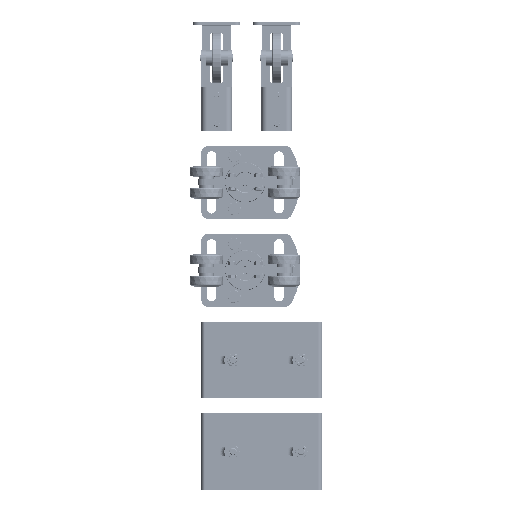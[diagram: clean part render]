
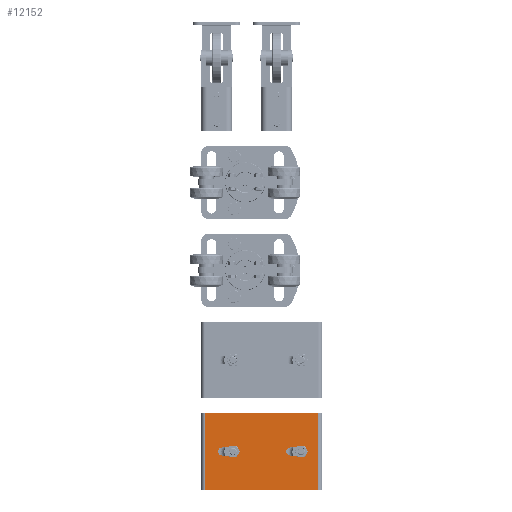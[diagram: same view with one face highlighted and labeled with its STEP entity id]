
A CAD part, top view. The second image highlights one B-rep face of the part: STEP entity #12152.
In plain terms, the highlighted face is planar.
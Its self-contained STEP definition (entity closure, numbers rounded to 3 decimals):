
#878=FACE_BOUND('',#2490,.T.);
#879=FACE_BOUND('',#2491,.T.);
#1100=PLANE('',#14502);
#1693=FACE_OUTER_BOUND('',#2489,.T.);
#2489=EDGE_LOOP('',(#10843,#10844,#10845,#10846));
#2490=EDGE_LOOP('',(#10847,#10848,#10849,#10850));
#2491=EDGE_LOOP('',(#10851,#10852,#10853,#10854));
#3144=LINE('',#22983,#3820);
#3148=LINE('',#22993,#3824);
#3152=LINE('',#23007,#3828);
#3156=LINE('',#23017,#3832);
#3167=LINE('',#23053,#3843);
#3168=LINE('',#23056,#3844);
#3169=LINE('',#23058,#3845);
#3170=LINE('',#23059,#3846);
#3820=VECTOR('',#18108,10.);
#3824=VECTOR('',#18120,10.);
#3828=VECTOR('',#18132,10.);
#3832=VECTOR('',#18144,10.);
#3843=VECTOR('',#18177,10.);
#3844=VECTOR('',#18180,10.);
#3845=VECTOR('',#18181,10.);
#3846=VECTOR('',#18182,10.);
#4780=CIRCLE('',#14477,5.5);
#4782=CIRCLE('',#14481,5.5);
#4784=CIRCLE('',#14485,5.5);
#4786=CIRCLE('',#14489,5.5);
#5923=VERTEX_POINT('',#22974);
#5924=VERTEX_POINT('',#22976);
#5926=VERTEX_POINT('',#22982);
#5928=VERTEX_POINT('',#22988);
#5931=VERTEX_POINT('',#22998);
#5932=VERTEX_POINT('',#23000);
#5934=VERTEX_POINT('',#23006);
#5936=VERTEX_POINT('',#23012);
#5947=VERTEX_POINT('',#23046);
#5950=VERTEX_POINT('',#23051);
#5951=VERTEX_POINT('',#23055);
#5952=VERTEX_POINT('',#23057);
#7578=EDGE_CURVE('',#5924,#5923,#4780,.T.);
#7581=EDGE_CURVE('',#5926,#5924,#3144,.T.);
#7584=EDGE_CURVE('',#5928,#5926,#4782,.T.);
#7587=EDGE_CURVE('',#5923,#5928,#3148,.T.);
#7590=EDGE_CURVE('',#5932,#5931,#4784,.T.);
#7593=EDGE_CURVE('',#5934,#5932,#3152,.T.);
#7596=EDGE_CURVE('',#5936,#5934,#4786,.T.);
#7599=EDGE_CURVE('',#5931,#5936,#3156,.T.);
#7616=EDGE_CURVE('',#5950,#5947,#3167,.T.);
#7617=EDGE_CURVE('',#5950,#5951,#3168,.T.);
#7618=EDGE_CURVE('',#5952,#5951,#3169,.T.);
#7619=EDGE_CURVE('',#5952,#5947,#3170,.T.);
#10843=ORIENTED_EDGE('',*,*,#7616,.F.);
#10844=ORIENTED_EDGE('',*,*,#7617,.T.);
#10845=ORIENTED_EDGE('',*,*,#7618,.F.);
#10846=ORIENTED_EDGE('',*,*,#7619,.T.);
#10847=ORIENTED_EDGE('',*,*,#7584,.T.);
#10848=ORIENTED_EDGE('',*,*,#7581,.T.);
#10849=ORIENTED_EDGE('',*,*,#7578,.T.);
#10850=ORIENTED_EDGE('',*,*,#7587,.T.);
#10851=ORIENTED_EDGE('',*,*,#7596,.T.);
#10852=ORIENTED_EDGE('',*,*,#7593,.T.);
#10853=ORIENTED_EDGE('',*,*,#7590,.T.);
#10854=ORIENTED_EDGE('',*,*,#7599,.T.);
#12152=ADVANCED_FACE('',(#1693,#878,#879),#1100,.T.);
#14477=AXIS2_PLACEMENT_3D('',#22977,#18102,#18103);
#14481=AXIS2_PLACEMENT_3D('',#22989,#18114,#18115);
#14485=AXIS2_PLACEMENT_3D('',#23001,#18126,#18127);
#14489=AXIS2_PLACEMENT_3D('',#23013,#18138,#18139);
#14502=AXIS2_PLACEMENT_3D('',#23054,#18178,#18179);
#18102=DIRECTION('center_axis',(0.,-1.,0.));
#18103=DIRECTION('ref_axis',(0.,0.,-1.));
#18108=DIRECTION('',(1.,0.,0.));
#18114=DIRECTION('center_axis',(0.,-1.,0.));
#18115=DIRECTION('ref_axis',(0.,0.,1.));
#18120=DIRECTION('',(-1.,0.,0.));
#18126=DIRECTION('center_axis',(0.,-1.,0.));
#18127=DIRECTION('ref_axis',(0.,0.,
-1.));
#18132=DIRECTION('',(1.,0.,0.));
#18138=DIRECTION('center_axis',(0.,-1.,0.));
#18139=DIRECTION('ref_axis',(0.,0.,1.));
#18144=DIRECTION('',(-1.,0.,0.));
#18177=DIRECTION('',(0.,0.,1.));
#18178=DIRECTION('center_axis',(0.,1.,0.));
#18179=DIRECTION('ref_axis',(0.,0.,1.));
#18180=DIRECTION('',(-1.,0.,0.));
#18181=DIRECTION('',(0.,0.,-1.));
#18182=DIRECTION('',(1.,0.,0.));
#22974=CARTESIAN_POINT('',(117.833,40.002,58.));
#22976=CARTESIAN_POINT('',(117.833,40.002,47.));
#22977=CARTESIAN_POINT('Origin',(117.833,40.002,52.5));
#22982=CARTESIAN_POINT('',(102.833,40.002,47.));
#22983=CARTESIAN_POINT('',(101.575,40.002,47.));
#22988=CARTESIAN_POINT('',(102.833,40.002,58.));
#22989=CARTESIAN_POINT('Origin',(102.833,40.002,52.5));
#22993=CARTESIAN_POINT('',(94.075,40.002,58.));
#22998=CARTESIAN_POINT('',(24.833,40.002,58.));
#23000=CARTESIAN_POINT('',(24.833,40.002,47.));
#23001=CARTESIAN_POINT('Origin',(24.833,40.002,52.5));
#23006=CARTESIAN_POINT('',(9.833,40.002,47.));
#23007=CARTESIAN_POINT('',(55.075,40.002,47.));
#23012=CARTESIAN_POINT('',(9.833,40.002,58.));
#23013=CARTESIAN_POINT('Origin',(9.833,40.002,52.5));
#23017=CARTESIAN_POINT('',(47.575,40.002,58.));
#23046=CARTESIAN_POINT('',(141.333,40.002,105.));
#23051=CARTESIAN_POINT('',(141.333,40.002,0.));
#23053=CARTESIAN_POINT('',(141.333,40.002,0.));
#23054=CARTESIAN_POINT('Origin',(85.317,40.002,0.));
#23055=CARTESIAN_POINT('',(-13.667,40.002,0.));
#23056=CARTESIAN_POINT('',(146.333,40.002,0.));
#23057=CARTESIAN_POINT('',(-13.667,40.002,105.));
#23058=CARTESIAN_POINT('',(-13.667,40.002,0.));
#23059=CARTESIAN_POINT('',(146.333,40.002,105.));
